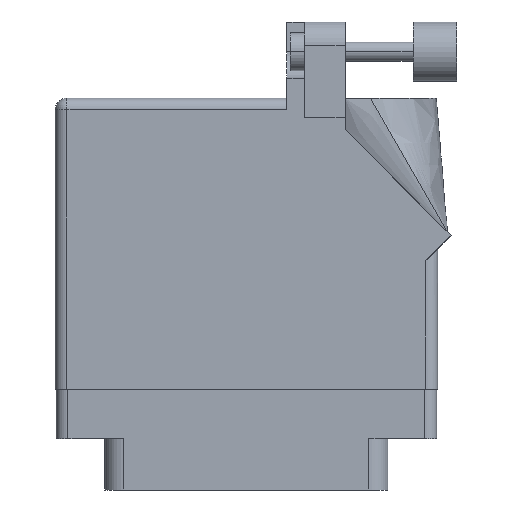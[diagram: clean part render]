
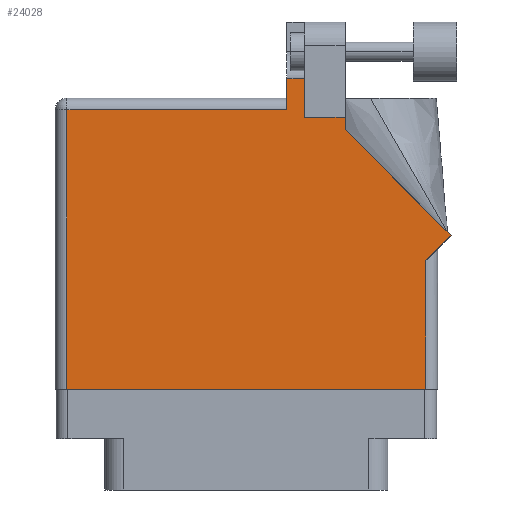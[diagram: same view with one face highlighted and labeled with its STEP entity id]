
A CAD part, front view. The second image highlights one B-rep face of the part: STEP entity #24028.
In plain terms, the highlighted face is planar.
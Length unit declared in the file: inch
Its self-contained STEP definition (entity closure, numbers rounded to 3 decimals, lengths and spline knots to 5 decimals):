
#35 = VECTOR ( 'NONE', #18914, 39.37008 ) ;
#123 = EDGE_CURVE ( 'NONE', #33842, #38260, #1448, .T. ) ;
#353 = VECTOR ( 'NONE', #38058, 39.37008 ) ;
#730 = CARTESIAN_POINT ( 'NONE',  ( 1.524, 1.43, 0. ) ) ;
#1184 = LINE ( 'NONE', #13904, #28372 ) ;
#1448 = LINE ( 'NONE', #20060, #5291 ) ;
#1723 = CARTESIAN_POINT ( 'NONE',  ( 1.524, 1.36442, 0. ) ) ;
#2261 = ORIENTED_EDGE ( 'NONE', *, *, #4117, .T. ) ;
#2507 = VERTEX_POINT ( 'NONE', #32309 ) ;
#2586 = DIRECTION ( 'NONE',  ( -1., 0., 0. ) ) ;
#2874 = VERTEX_POINT ( 'NONE', #33992 ) ;
#2994 = ORIENTED_EDGE ( 'NONE', *, *, #15552, .T. ) ;
#3309 = ORIENTED_EDGE ( 'NONE', *, *, #15180, .T. ) ;
#4117 = EDGE_CURVE ( 'NONE', #6877, #28379, #1184, .T. ) ;
#4141 = ORIENTED_EDGE ( 'NONE', *, *, #20409, .T. ) ;
#4170 = VERTEX_POINT ( 'NONE', #35369 ) ;
#5291 = VECTOR ( 'NONE', #10613, 39.37008 ) ;
#5664 = CARTESIAN_POINT ( 'NONE',  ( 1.948, 0.675, 0. ) ) ;
#6219 = ORIENTED_EDGE ( 'NONE', *, *, #32972, .T. ) ;
#6877 = VERTEX_POINT ( 'NONE', #29060 ) ;
#6909 = ORIENTED_EDGE ( 'NONE', *, *, #26057, .T. ) ;
#6953 = VECTOR ( 'NONE', #16407, 39.37008 ) ;
#6986 = LINE ( 'NONE', #13737, #6953 ) ;
#7732 = DIRECTION ( 'NONE',  ( 0., 1., 0. ) ) ;
#8337 = CARTESIAN_POINT ( 'NONE',  ( 2.01, 0.737, 0. ) ) ;
#8462 = ORIENTED_EDGE ( 'NONE', *, *, #27880, .T. ) ;
#8477 = LINE ( 'NONE', #22587, #353 ) ;
#9705 = VECTOR ( 'NONE', #13051, 39.37008 ) ;
#10313 = CARTESIAN_POINT ( 'NONE',  ( 1.948, 0., 0. ) ) ;
#10613 = DIRECTION ( 'NONE',  ( 0., 1., 0. ) ) ;
#10861 = EDGE_LOOP ( 'NONE', ( #8462, #6909, #37559, #2261, #25544, #3309, #39388, #4141, #21598, #6219, #2994 ) ) ;
#11788 = DIRECTION ( 'NONE',  ( 0., 0., -1. ) ) ;
#12779 = CARTESIAN_POINT ( 'NONE',  ( 0., 0., 0. ) ) ;
#13051 = DIRECTION ( 'NONE',  ( 0., 1., 0. ) ) ;
#13737 = CARTESIAN_POINT ( 'NONE',  ( 2.08071, 0.80771, 0. ) ) ;
#13823 = PLANE ( 'NONE',  #32694 ) ;
#13904 = CARTESIAN_POINT ( 'NONE',  ( 0., 1.468, 0. ) ) ;
#14881 = LINE ( 'NONE', #8337, #22484 ) ;
#15180 = EDGE_CURVE ( 'NONE', #22243, #33842, #32018, .T. ) ;
#15333 = CARTESIAN_POINT ( 'NONE',  ( 0.062, 1.468, 0. ) ) ;
#15552 = EDGE_CURVE ( 'NONE', #4170, #32713, #37676, .T. ) ;
#16407 = DIRECTION ( 'NONE',  ( -0.707, 0.707, 0. ) ) ;
#16429 = LINE ( 'NONE', #23794, #9705 ) ;
#16525 = VERTEX_POINT ( 'NONE', #31930 ) ;
#17741 = CARTESIAN_POINT ( 'NONE',  ( 1.524, 1.36442, 0. ) ) ;
#18914 = DIRECTION ( 'NONE',  ( 1., 0., 0. ) ) ;
#19306 = CARTESIAN_POINT ( 'NONE',  ( 1.64177, 1.6315, 0. ) ) ;
#19579 = VECTOR ( 'NONE', #25412, 39.37008 ) ;
#20060 = CARTESIAN_POINT ( 'NONE',  ( 1.948, 0.737, 0. ) ) ;
#20409 = EDGE_CURVE ( 'NONE', #38260, #16525, #14881, .T. ) ;
#20680 = EDGE_CURVE ( 'NONE', #16525, #28240, #6986, .T. ) ;
#21598 = ORIENTED_EDGE ( 'NONE', *, *, #20680, .T. ) ;
#22243 = VERTEX_POINT ( 'NONE', #38723 ) ;
#22484 = VECTOR ( 'NONE', #24026, 39.37008 ) ;
#22587 = CARTESIAN_POINT ( 'NONE',  ( 1.217, 1.53, 0. ) ) ;
#22947 = DIRECTION ( 'NONE',  ( -1., 0., 0. ) ) ;
#23760 = LINE ( 'NONE', #26640, #30926 ) ;
#23794 = CARTESIAN_POINT ( 'NONE',  ( 1.311, 1.43, 0. ) ) ;
#23835 = DIRECTION ( 'NONE',  ( 0., -1., 0. ) ) ;
#24026 = DIRECTION ( 'NONE',  ( 0.707, 0.707, 0. ) ) ;
#24028 = ADVANCED_FACE ( 'NONE', ( #38778 ), #13823, .F. ) ;
#24760 = CARTESIAN_POINT ( 'NONE',  ( 1.311, 1.43, 0. ) ) ;
#25260 = VECTOR ( 'NONE', #26197, 39.37008 ) ;
#25412 = DIRECTION ( 'NONE',  ( -1., 0., 0. ) ) ;
#25544 = ORIENTED_EDGE ( 'NONE', *, *, #27717, .T. ) ;
#26057 = EDGE_CURVE ( 'NONE', #2507, #2874, #35333, .T. ) ;
#26197 = DIRECTION ( 'NONE',  ( -1., 0., 0. ) ) ;
#26640 = CARTESIAN_POINT ( 'NONE',  ( 0.062, 0., 0. ) ) ;
#27717 = EDGE_CURVE ( 'NONE', #28379, #22243, #23760, .T. ) ;
#27880 = EDGE_CURVE ( 'NONE', #32713, #2507, #16429, .T. ) ;
#28240 = VERTEX_POINT ( 'NONE', #17741 ) ;
#28372 = VECTOR ( 'NONE', #22947, 39.37008 ) ;
#28379 = VERTEX_POINT ( 'NONE', #15333 ) ;
#29060 = CARTESIAN_POINT ( 'NONE',  ( 1.217, 1.468, 0. ) ) ;
#29273 = CARTESIAN_POINT ( 'NONE',  ( 0., 1.53, 0. ) ) ;
#30926 = VECTOR ( 'NONE', #23835, 39.37008 ) ;
#31512 = LINE ( 'NONE', #1723, #35807 ) ;
#31930 = CARTESIAN_POINT ( 'NONE',  ( 2.08071, 0.80771, 0. ) ) ;
#32018 = LINE ( 'NONE', #12779, #35 ) ;
#32309 = CARTESIAN_POINT ( 'NONE',  ( 1.311, 1.6315, 0. ) ) ;
#32694 = AXIS2_PLACEMENT_3D ( 'NONE', #29273, #11788, #2586 ) ;
#32713 = VERTEX_POINT ( 'NONE', #24760 ) ;
#32972 = EDGE_CURVE ( 'NONE', #28240, #4170, #31512, .T. ) ;
#33842 = VERTEX_POINT ( 'NONE', #10313 ) ;
#33992 = CARTESIAN_POINT ( 'NONE',  ( 1.217, 1.6315, 0. ) ) ;
#35333 = LINE ( 'NONE', #19306, #19579 ) ;
#35369 = CARTESIAN_POINT ( 'NONE',  ( 1.524, 1.43, 0. ) ) ;
#35807 = VECTOR ( 'NONE', #7732, 39.37008 ) ;
#37559 = ORIENTED_EDGE ( 'NONE', *, *, #38042, .T. ) ;
#37676 = LINE ( 'NONE', #730, #25260 ) ;
#38042 = EDGE_CURVE ( 'NONE', #2874, #6877, #8477, .T. ) ;
#38058 = DIRECTION ( 'NONE',  ( 0., -1., 0. ) ) ;
#38260 = VERTEX_POINT ( 'NONE', #5664 ) ;
#38723 = CARTESIAN_POINT ( 'NONE',  ( 0.062, 0., 0. ) ) ;
#38778 = FACE_OUTER_BOUND ( 'NONE', #10861, .T. ) ;
#39388 = ORIENTED_EDGE ( 'NONE', *, *, #123, .T. ) ;
